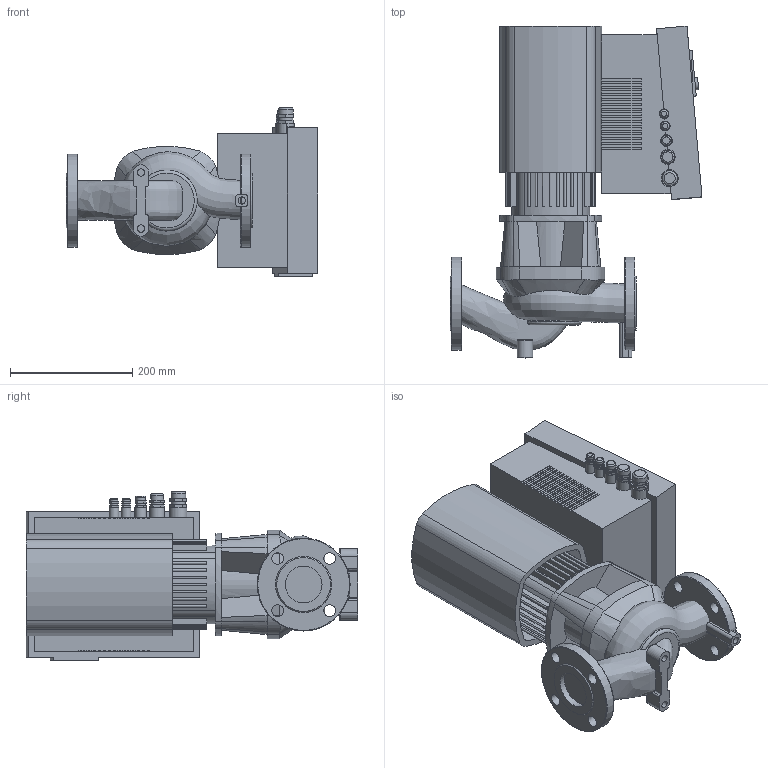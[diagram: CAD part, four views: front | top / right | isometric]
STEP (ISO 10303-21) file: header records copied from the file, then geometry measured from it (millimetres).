
FILE_DESCRIPTION(/* description */ (''),/* implementation_level */ '2;1');
FILE_NAME(/* name */ '3d_StratosGIGA2_3-160-2124489.stp',/* time_stamp */ '2022-03-01T15:18:17-06:00',/* author */ ('faliszekte'),/* organization */ (''),/* preprocessor_version */ 'ST-DEVELOPER v18.1',/* originating_system */ 'Autodesk Inventor 2021',/* authorisation */ '');
FILE_SCHEMA (('AUTOMOTIVE_DESIGN { 1 0 10303 214 3 1 1 }'));
Length unit declared in the file: inch
Products named in the file (12): 3d_StratosGIGA2_3-160-2124489; 3d_StratosGIGA2_3-160-21244891; 3d_StratosGIGA2_3-160-21244892; 3d_StratosGIGA2_3-160-21244893; 3d_StratosGIGA2_3-160-21244894; 3d_StratosGIGA2_3-160-21244895; 3d_StratosGIGA2_3-160-21244896; 3d_StratosGIGA2_3-160-21244897; 3d_StratosGIGA2_3-160-21244898; 3d_StratosGIGA2_3-160-21244899; 3d_StratosGIGA2_3-160-212448910; 3d_StratosGIGA2_3-160-212448911
Assembly tree (11 placements, depth 2):
  3d_StratosGIGA2_3-160-2124489
    3d_StratosGIGA2_3-160-21244891
    3d_StratosGIGA2_3-160-21244892
    3d_StratosGIGA2_3-160-21244893
    3d_StratosGIGA2_3-160-21244894
    3d_StratosGIGA2_3-160-21244895
    3d_StratosGIGA2_3-160-21244896
    3d_StratosGIGA2_3-160-21244897
    3d_StratosGIGA2_3-160-21244898
    3d_StratosGIGA2_3-160-21244899
    3d_StratosGIGA2_3-160-212448910
    3d_StratosGIGA2_3-160-212448911
Bounding box: 413 x 544 x 277 mm (x, y, z)
Volume: 19378323.9 mm3; surface area: 1286771 mm2
Topology: 18 solids, 18 shells, 689 faces, 1811 edges, 1177 vertices
Faces by surface type: plane 473, cylinder 147, bspline 47, torus 12, cone 10
Full cylindrical faces by diameter (mm): 12 x5, 13 x2, 15 x1, 16 x1, 19.05 x8, 20 x2, 21 x1, 23 x1, 24 x1, 60.3 x2, 65 x1, 152.4 x2
Entity records: 32195 total; most frequent: CARTESIAN_POINT 14560, ORIENTED_EDGE 3622, DIRECTION 3512, EDGE_CURVE 1811, LINE 1192, VECTOR 1192, VERTEX_POINT 1177, AXIS2_PLACEMENT_3D 1160
